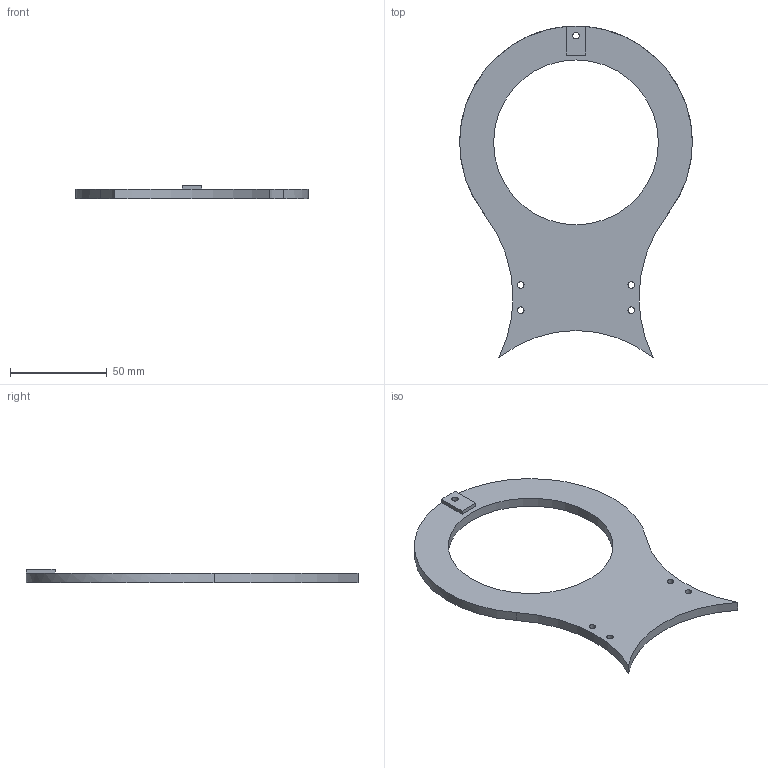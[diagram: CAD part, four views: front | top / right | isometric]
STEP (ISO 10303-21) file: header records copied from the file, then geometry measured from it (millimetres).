
FILE_DESCRIPTION(('FreeCAD Model'),'2;1');
FILE_NAME('Art2BodyACover.step', '2017-01-10T08:59:06',('Author'),(''), 'Open CASCADE STEP processor 6.8','FreeCAD','Unknown');
FILE_SCHEMA(('AUTOMOTIVE_DESIGN_CC2 { 1 2 10303 214 -1 1 5 4 }'));
Length unit declared in the file: millimetre
Products named in the file (2): ASSEMBLY; Art2BodyACover2
Assembly tree (1 placements, depth 2):
  ASSEMBLY
    Art2BodyACover2
Bounding box: 120 x 171.15 x 7 mm (x, y, z)
Volume: 43590.4 mm3; surface area: 21649.8 mm2
Topology: 1 solids, 1 shells, 18 faces, 45 edges, 30 vertices
Faces by surface type: cylinder 11, plane 7
Full cylindrical faces by diameter (mm): 3.4 x5, 5.9 x1, 85 x1
Entity records: 1443 total; most frequent: CARTESIAN_POINT 509, DIRECTION 169, ORIENTED_EDGE 90, PCURVE 90, DEFINITIONAL_REPRESENTATION 90, LINE 79, VECTOR 79, EDGE_CURVE 45
